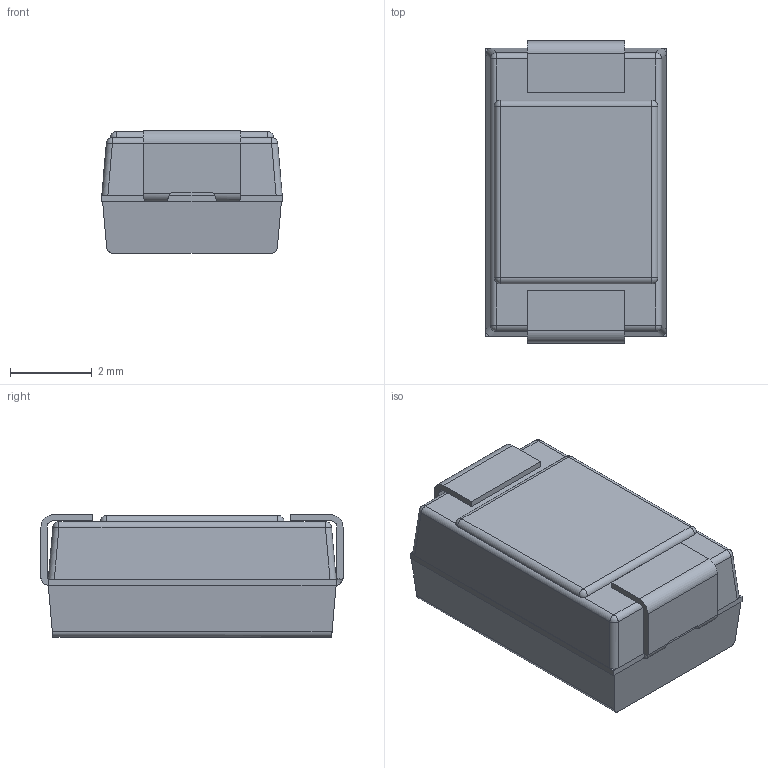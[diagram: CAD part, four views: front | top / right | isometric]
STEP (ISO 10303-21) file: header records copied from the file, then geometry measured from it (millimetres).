
FILE_DESCRIPTION((''),'2;1');
FILE_NAME('D90-THJD226M035RJN-V.stp','2007-06-13T07:27:42',('matousekr'),(''),'Autodesk Inventor 11','Autodesk Inventor 11','');
FILE_SCHEMA(('AUTOMOTIVE_DESIGN { 1 0 10303 214 1 1 1 1 }'));
Length unit declared in the file: millimetre
Products named in the file (3): D90-THJD226M035RJN; case-D90-THJD226M035RJN; D90_pom
Assembly tree (2 placements, depth 2):
  D90-THJD226M035RJN
    case-D90-THJD226M035RJN
    D90_pom
Bounding box: 4.45 x 7.4 x 3 mm (x, y, z)
Volume: 91 mm3; surface area: 182.2 mm2
Topology: 2 solids, 2 shells, 759 faces, 2197 edges, 1444 vertices
Faces by surface type: plane 706, cylinder 39, sphere 8, bspline 6
Entity records: 25369 total; most frequent: CARTESIAN_POINT 5341, ORIENTED_EDGE 4378, DIRECTION 3763, EDGE_CURVE 2189, VECTOR 2091, LINE 2091, VERTEX_POINT 1444, AXIS2_PLACEMENT_3D 836
